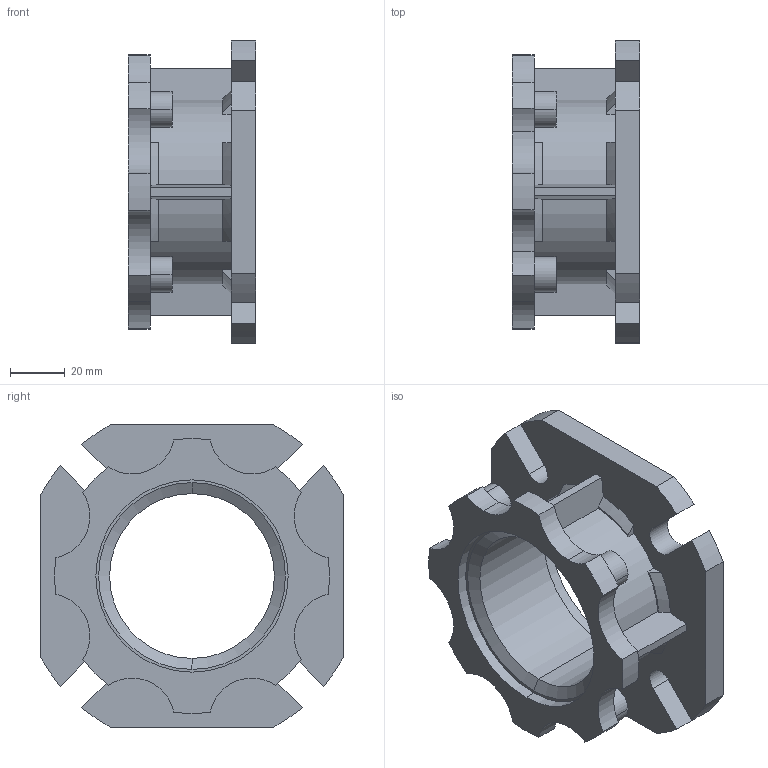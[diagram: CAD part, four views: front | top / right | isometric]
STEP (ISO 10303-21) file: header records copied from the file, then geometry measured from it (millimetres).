
FILE_DESCRIPTION (( 'STEP AP214' ), '1' );
FILE_NAME ('WGA-50M-ACC1.STEP', '2014-10-31T11:39:21', ( '' ), ( '' ), 'SwSTEP 2.0', 'SolidWorks 2014', '' );
FILE_SCHEMA (( 'AUTOMOTIVE_DESIGN' ));
Length unit declared in the file: inch
Products named in the file (1): WGA-50M-ACC1
Bounding box: 46.5 x 110 x 110 mm (x, y, z)
Volume: 117192.2 mm3; surface area: 46075 mm2
Topology: 1 solids, 1 shells, 137 faces, 377 edges, 250 vertices
Faces by surface type: plane 66, cylinder 51, cone 20
Entity records: 4567 total; most frequent: CARTESIAN_POINT 861, DIRECTION 775, ORIENTED_EDGE 754, EDGE_CURVE 377, AXIS2_PLACEMENT_3D 292, VERTEX_POINT 250, VECTOR 191, LINE 191
